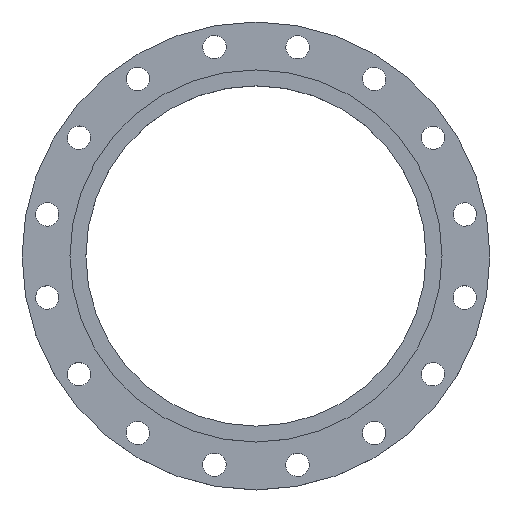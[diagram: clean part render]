
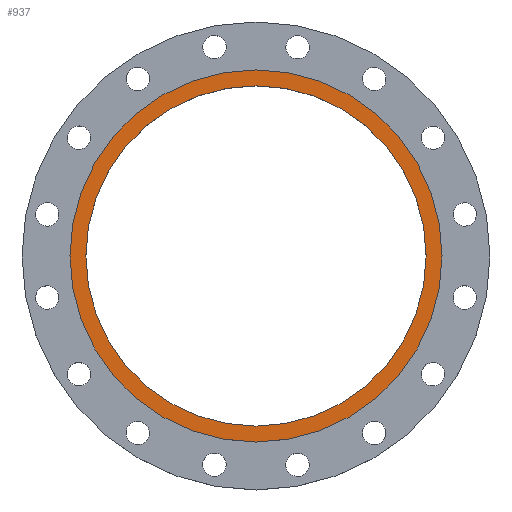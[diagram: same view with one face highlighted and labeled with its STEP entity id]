
A CAD part, top view. The second image highlights one B-rep face of the part: STEP entity #937.
In plain terms, the highlighted planar face has unit normal (0, 0, 1).
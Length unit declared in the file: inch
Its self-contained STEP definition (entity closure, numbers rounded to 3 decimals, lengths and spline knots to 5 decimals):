
#23 = AXIS2_PLACEMENT_3D ( 'NONE', #835, #1314, #717 ) ;
#44 = VERTEX_POINT ( 'NONE', #217 ) ;
#46 = ORIENTED_EDGE ( 'NONE', *, *, #488, .F. ) ;
#58 = ORIENTED_EDGE ( 'NONE', *, *, #1235, .F. ) ;
#71 = CARTESIAN_POINT ( 'NONE',  ( 0., 0., 0. ) ) ;
#89 = CARTESIAN_POINT ( 'NONE',  ( -9.94, 0., 0. ) ) ;
#177 = EDGE_LOOP ( 'NONE', ( #46, #58 ) ) ;
#217 = CARTESIAN_POINT ( 'NONE',  ( 9.09, 0., 0. ) ) ;
#318 = AXIS2_PLACEMENT_3D ( 'NONE', #869, #1353, #1593 ) ;
#339 = CIRCLE ( 'NONE', #1217, 9.94 ) ;
#438 = CARTESIAN_POINT ( 'NONE',  ( 0., 0., 0. ) ) ;
#463 = DIRECTION ( 'NONE',  ( 1., 0., 0. ) ) ;
#488 = EDGE_CURVE ( 'NONE', #44, #637, #821, .T. ) ;
#600 = AXIS2_PLACEMENT_3D ( 'NONE', #438, #1308, #463 ) ;
#637 = VERTEX_POINT ( 'NONE', #763 ) ;
#697 = CIRCLE ( 'NONE', #902, 9.09 ) ;
#717 = DIRECTION ( 'NONE',  ( 1., 0., 0. ) ) ;
#763 = CARTESIAN_POINT ( 'NONE',  ( -9.09, 0., 0. ) ) ;
#806 = DIRECTION ( 'NONE',  ( 1., 0., 0. ) ) ;
#821 = CIRCLE ( 'NONE', #318, 9.09 ) ;
#835 = CARTESIAN_POINT ( 'NONE',  ( 0., 0., 0. ) ) ;
#869 = CARTESIAN_POINT ( 'NONE',  ( 0., 0., 0. ) ) ;
#871 = EDGE_CURVE ( 'NONE', #1533, #1379, #339, .T. ) ;
#902 = AXIS2_PLACEMENT_3D ( 'NONE', #1280, #1397, #806 ) ;
#937 = ADVANCED_FACE ( 'NONE', ( #1190, #1171 ), #1551, .T. ) ;
#986 = EDGE_CURVE ( 'NONE', #1379, #1533, #1016, .T. ) ;
#1009 = ORIENTED_EDGE ( 'NONE', *, *, #871, .T. ) ;
#1016 = CIRCLE ( 'NONE', #23, 9.94 ) ;
#1081 = DIRECTION ( 'NONE',  ( 1., 0., 0. ) ) ;
#1166 = EDGE_LOOP ( 'NONE', ( #1417, #1009 ) ) ;
#1171 = FACE_OUTER_BOUND ( 'NONE', #1166, .T. ) ;
#1190 = FACE_BOUND ( 'NONE', #177, .T. ) ;
#1217 = AXIS2_PLACEMENT_3D ( 'NONE', #71, #1529, #1081 ) ;
#1235 = EDGE_CURVE ( 'NONE', #637, #44, #697, .T. ) ;
#1280 = CARTESIAN_POINT ( 'NONE',  ( 0., 0., 0. ) ) ;
#1308 = DIRECTION ( 'NONE',  ( 0., 0., 1. ) ) ;
#1314 = DIRECTION ( 'NONE',  ( 0., 0., 1. ) ) ;
#1353 = DIRECTION ( 'NONE',  ( 0., 0., 1. ) ) ;
#1379 = VERTEX_POINT ( 'NONE', #1548 ) ;
#1397 = DIRECTION ( 'NONE',  ( 0., 0., 1. ) ) ;
#1417 = ORIENTED_EDGE ( 'NONE', *, *, #986, .T. ) ;
#1529 = DIRECTION ( 'NONE',  ( 0., 0., 1. ) ) ;
#1533 = VERTEX_POINT ( 'NONE', #89 ) ;
#1548 = CARTESIAN_POINT ( 'NONE',  ( 9.94, 0., 0. ) ) ;
#1551 = PLANE ( 'NONE',  #600 ) ;
#1593 = DIRECTION ( 'NONE',  ( 1., 0., 0. ) ) ;
